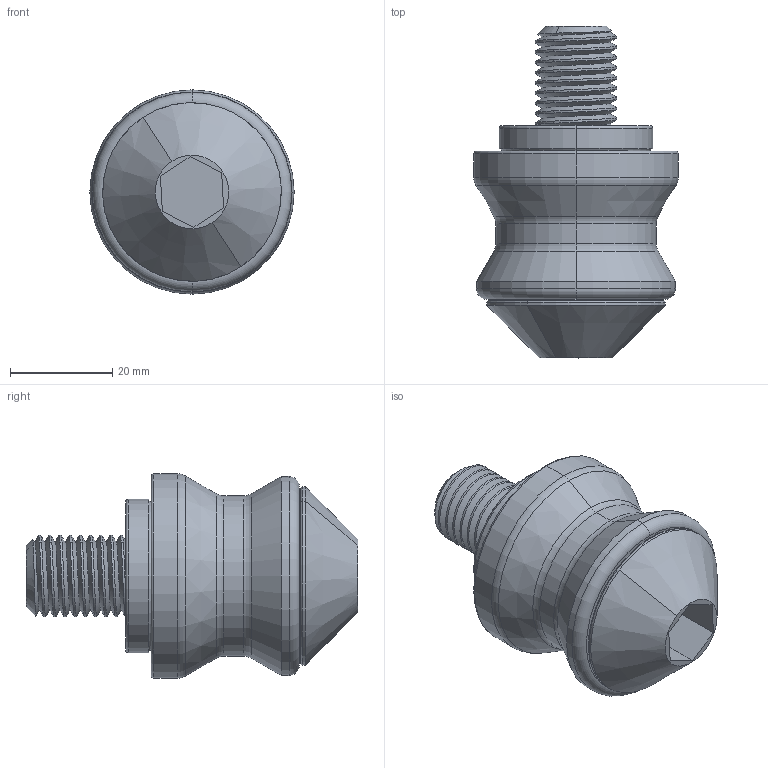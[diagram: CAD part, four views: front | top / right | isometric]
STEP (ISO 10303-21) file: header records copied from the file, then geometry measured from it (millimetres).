
FILE_DESCRIPTION (( 'STEP AP214' ), '1' );
FILE_NAME ('Q40嶺隊.STEP', '2019-12-13T07:14:22', ( 'PC' ), ( 'Microsoft' ), 'SwSTEP 2.0', 'SolidWorks 2018', '' );
FILE_SCHEMA (( 'AUTOMOTIVE_DESIGN' ));
Length unit declared in the file: millimetre
Products named in the file (1): Q40嶺隊
Bounding box: 40 x 65 x 40 mm (x, y, z)
Volume: 41238.3 mm3; surface area: 13537.5 mm2
Topology: 2 solids, 2 shells, 92 faces, 212 edges, 127 vertices
Faces by surface type: cylinder 37, torus 26, plane 14, cone 13, bspline 2
Entity records: 5415 total; most frequent: CARTESIAN_POINT 2370, DIRECTION 429, ORIENTED_EDGE 424, EDGE_CURVE 212, AXIS2_PLACEMENT_3D 179, VERTEX_POINT 127, EDGE_LOOP 97, UNCERTAINTY_MEASURE_WITH_UNIT 96
